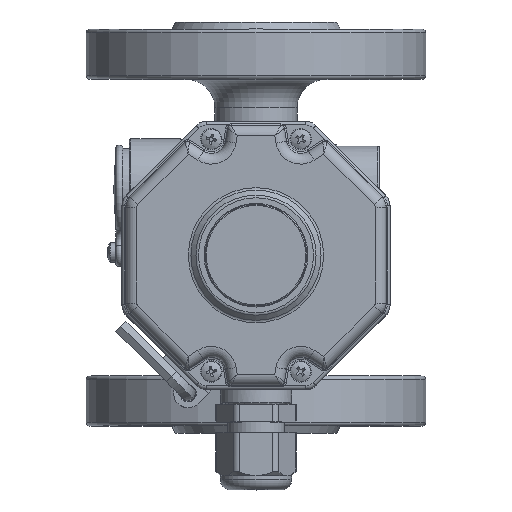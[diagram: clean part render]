
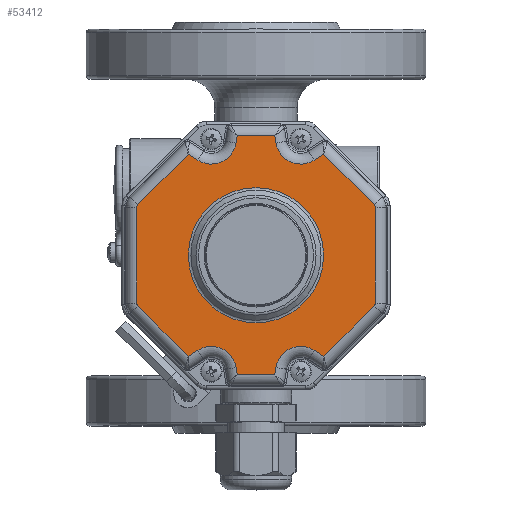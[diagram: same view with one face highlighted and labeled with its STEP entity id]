
A CAD part, top view. The second image highlights one B-rep face of the part: STEP entity #53412.
In plain terms, the highlighted face is planar.
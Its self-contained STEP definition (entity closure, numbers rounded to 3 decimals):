
#3471=CIRCLE('',#57682,1.);
#3476=CIRCLE('',#57690,1.);
#3484=CIRCLE('',#57703,7.);
#3493=CIRCLE('',#57717,1.);
#3497=CIRCLE('',#57724,7.);
#3501=CIRCLE('',#57729,1.);
#3536=CIRCLE('',#57816,7.);
#3537=CIRCLE('',#57817,7.);
#3538=CIRCLE('',#57818,18.914);
#13892=ORIENTED_EDGE('',*,*,#23470,.T.);
#13893=ORIENTED_EDGE('',*,*,#23649,.T.);
#13894=ORIENTED_EDGE('',*,*,#23460,.T.);
#13895=ORIENTED_EDGE('',*,*,#23456,.T.);
#13896=ORIENTED_EDGE('',*,*,#23462,.T.);
#13897=ORIENTED_EDGE('',*,*,#23465,.T.);
#13898=ORIENTED_EDGE('',*,*,#23472,.T.);
#13899=ORIENTED_EDGE('',*,*,#23477,.T.);
#13900=ORIENTED_EDGE('',*,*,#23487,.T.);
#13901=ORIENTED_EDGE('',*,*,#23493,.T.);
#13902=ORIENTED_EDGE('',*,*,#23496,.T.);
#13903=ORIENTED_EDGE('',*,*,#23507,.T.);
#13904=ORIENTED_EDGE('',*,*,#23518,.T.);
#13905=ORIENTED_EDGE('',*,*,#23524,.T.);
#13906=ORIENTED_EDGE('',*,*,#23530,.T.);
#13907=ORIENTED_EDGE('',*,*,#23534,.T.);
#13908=ORIENTED_EDGE('',*,*,#23528,.T.);
#13909=ORIENTED_EDGE('',*,*,#23522,.T.);
#13910=ORIENTED_EDGE('',*,*,#23516,.T.);
#13911=ORIENTED_EDGE('',*,*,#23511,.T.);
#13912=ORIENTED_EDGE('',*,*,#23501,.T.);
#13913=ORIENTED_EDGE('',*,*,#23650,.T.);
#13914=ORIENTED_EDGE('',*,*,#23491,.T.);
#13915=ORIENTED_EDGE('',*,*,#23481,.T.);
#13916=ORIENTED_EDGE('',*,*,#23651,.T.);
#23456=EDGE_CURVE('',#28819,#28821,#32451,.T.);
#23460=EDGE_CURVE('',#28822,#28819,#32454,.T.);
#23462=EDGE_CURVE('',#28821,#28825,#3471,.T.);
#23465=EDGE_CURVE('',#28825,#28827,#32455,.T.);
#23470=EDGE_CURVE('',#28828,#28831,#32458,.T.);
#23472=EDGE_CURVE('',#28827,#28833,#3476,.T.);
#23477=EDGE_CURVE('',#28833,#28836,#32459,.T.);
#23481=EDGE_CURVE('',#28837,#28828,#32462,.T.);
#23487=EDGE_CURVE('',#28836,#28842,#32463,.T.);
#23491=EDGE_CURVE('',#28843,#28837,#32466,.T.);
#23493=EDGE_CURVE('',#28842,#28846,#3484,.T.);
#23496=EDGE_CURVE('',#28846,#28848,#32467,.T.);
#23501=EDGE_CURVE('',#28849,#28852,#32470,.T.);
#23507=EDGE_CURVE('',#28848,#28856,#32471,.T.);
#23511=EDGE_CURVE('',#28857,#28849,#32474,.T.);
#23516=EDGE_CURVE('',#28860,#28857,#3493,.T.);
#23518=EDGE_CURVE('',#28856,#28863,#32475,.T.);
#23522=EDGE_CURVE('',#28864,#28860,#32478,.T.);
#23524=EDGE_CURVE('',#28863,#28867,#3497,.T.);
#23528=EDGE_CURVE('',#28868,#28864,#3501,.T.);
#23530=EDGE_CURVE('',#28867,#28871,#32479,.T.);
#23534=EDGE_CURVE('',#28871,#28868,#32482,.T.);
#23649=EDGE_CURVE('',#28831,#28822,#3536,.T.);
#23650=EDGE_CURVE('',#28852,#28843,#3537,.T.);
#23651=EDGE_CURVE('',#28935,#28935,#3538,.T.);
#28819=VERTEX_POINT('',#91103);
#28821=VERTEX_POINT('',#91122);
#28822=VERTEX_POINT('',#91127);
#28825=VERTEX_POINT('',#91134);
#28827=VERTEX_POINT('',#91140);
#28828=VERTEX_POINT('',#91159);
#28831=VERTEX_POINT('',#91164);
#28833=VERTEX_POINT('',#91169);
#28836=VERTEX_POINT('',#91248);
#28837=VERTEX_POINT('',#91267);
#28842=VERTEX_POINT('',#91386);
#28843=VERTEX_POINT('',#91391);
#28846=VERTEX_POINT('',#91398);
#28848=VERTEX_POINT('',#91418);
#28849=VERTEX_POINT('',#91437);
#28852=VERTEX_POINT('',#91442);
#28856=VERTEX_POINT('',#91573);
#28857=VERTEX_POINT('',#91578);
#28860=VERTEX_POINT('',#91643);
#28863=VERTEX_POINT('',#91650);
#28864=VERTEX_POINT('',#91655);
#28867=VERTEX_POINT('',#91662);
#28868=VERTEX_POINT('',#91667);
#28871=VERTEX_POINT('',#91688);
#28935=VERTEX_POINT('',#91975);
#32451=LINE('',#91123,#35452);
#32454=LINE('',#91130,#35455);
#32455=LINE('',#91141,#35456);
#32458=LINE('',#91165,#35459);
#32459=LINE('',#91249,#35460);
#32462=LINE('',#91270,#35463);
#32463=LINE('',#91387,#35464);
#32466=LINE('',#91394,#35467);
#32467=LINE('',#91419,#35468);
#32470=LINE('',#91443,#35471);
#32471=LINE('',#91574,#35472);
#32474=LINE('',#91581,#35475);
#32475=LINE('',#91651,#35476);
#32478=LINE('',#91658,#35479);
#32479=LINE('',#91689,#35480);
#32482=LINE('',#91709,#35483);
#35452=VECTOR('',#68062,1000.);
#35455=VECTOR('',#68069,1000.);
#35456=VECTOR('',#68082,1000.);
#35459=VECTOR('',#68089,1000.);
#35460=VECTOR('',#68102,1000.);
#35463=VECTOR('',#68107,1000.);
#35464=VECTOR('',#68116,1000.);
#35467=VECTOR('',#68123,1000.);
#35468=VECTOR('',#68134,1000.);
#35471=VECTOR('',#68141,1000.);
#35472=VECTOR('',#68148,1000.);
#35475=VECTOR('',#68155,1000.);
#35476=VECTOR('',#68170,1000.);
#35479=VECTOR('',#68177,1000.);
#35480=VECTOR('',#68196,1000.);
#35483=VECTOR('',#68201,1000.);
#38604=EDGE_LOOP('',(#13892,#13893,#13894,#13895,#13896,#13897,#13898,#13899,
#13900,#13901,#13902,#13903,#13904,#13905,#13906,#13907,#13908,#13909,#13910,
#13911,#13912,#13913,#13914,#13915));
#38605=EDGE_LOOP('',(#13916));
#42017=FACE_BOUND('',#38604,.T.);
#42018=FACE_BOUND('',#38605,.T.);
#44038=PLANE('',#57815);
#53412=ADVANCED_FACE('',(#42017,#42018),#44038,.T.);
#57682=AXIS2_PLACEMENT_3D('',#91135,#68074,#68075);
#57690=AXIS2_PLACEMENT_3D('',#91170,#68094,#68095);
#57703=AXIS2_PLACEMENT_3D('',#91399,#68128,#68129);
#57717=AXIS2_PLACEMENT_3D('',#91646,#68164,#68165);
#57724=AXIS2_PLACEMENT_3D('',#91663,#68182,#68183);
#57729=AXIS2_PLACEMENT_3D('',#91670,#68192,#68193);
#57815=AXIS2_PLACEMENT_3D('',#91971,#68448,#68449);
#57816=AXIS2_PLACEMENT_3D('',#91972,#68450,#68451);
#57817=AXIS2_PLACEMENT_3D('',#91973,#68452,#68453);
#57818=AXIS2_PLACEMENT_3D('',#91974,#68454,#68455);
#68062=DIRECTION('',(-0.707,0.,0.707));
#68069=DIRECTION('',(-0.844,0.,-0.536));
#68074=DIRECTION('',(0.,1.,0.));
#68075=DIRECTION('',(0.,0.,1.));
#68082=DIRECTION('',(0.,0.,1.));
#68089=DIRECTION('',(-0.156,0.,0.988));
#68094=DIRECTION('',(0.,1.,0.));
#68095=DIRECTION('',(0.,0.,1.));
#68102=DIRECTION('',(0.707,0.,0.707));
#68107=DIRECTION('',(-1.,0.,0.));
#68116=DIRECTION('',(0.844,0.,-0.536));
#68123=DIRECTION('',(-0.156,0.,-0.988));
#68128=DIRECTION('',(0.,-1.,0.));
#68129=DIRECTION('',(0.,0.,1.));
#68134=DIRECTION('',(0.156,0.,0.988));
#68141=DIRECTION('',(-0.844,0.,0.536));
#68148=DIRECTION('',(1.,0.,0.));
#68155=DIRECTION('',(-0.707,0.,-0.707));
#68164=DIRECTION('',(0.,1.,0.));
#68165=DIRECTION('',(0.,0.,1.));
#68170=DIRECTION('',(0.156,0.,-0.988));
#68177=DIRECTION('',(0.,0.,-1.));
#68182=DIRECTION('',(0.,-1.,0.));
#68183=DIRECTION('',(0.,0.,1.));
#68192=DIRECTION('',(0.,1.,0.));
#68193=DIRECTION('',(0.,0.,1.));
#68196=DIRECTION('',(0.844,0.,0.536));
#68201=DIRECTION('',(0.707,0.,-0.707));
#68448=DIRECTION('',(0.,1.,0.));
#68449=DIRECTION('',(0.,0.,1.));
#68450=DIRECTION('',(0.,-1.,0.));
#68451=DIRECTION('',(0.,0.,1.));
#68452=DIRECTION('',(0.,-1.,0.));
#68453=DIRECTION('',(0.,0.,1.));
#68454=DIRECTION('',(0.,-1.,0.));
#68455=DIRECTION('',(0.,0.,1.));
#91103=CARTESIAN_POINT('',(-18.939,26.,-28.296));
#91122=CARTESIAN_POINT('',(-33.107,26.,-14.128));
#91123=CARTESIAN_POINT('',(-33.107,26.,-14.128));
#91127=CARTESIAN_POINT('',(-16.251,26.,-26.59));
#91130=CARTESIAN_POINT('',(-20.292,26.,-29.154));
#91134=CARTESIAN_POINT('',(-33.4,26.,-13.421));
#91135=CARTESIAN_POINT('',(-32.4,26.,-13.421));
#91140=CARTESIAN_POINT('',(-33.4,26.,13.421));
#91141=CARTESIAN_POINT('',(-33.4,26.,13.421));
#91159=CARTESIAN_POINT('',(-5.27,26.,-33.4));
#91164=CARTESIAN_POINT('',(-5.586,26.,-31.405));
#91165=CARTESIAN_POINT('',(-10.302,26.,-1.632));
#91169=CARTESIAN_POINT('',(-33.107,26.,14.128));
#91170=CARTESIAN_POINT('',(-32.4,26.,13.421));
#91248=CARTESIAN_POINT('',(-18.939,26.,28.296));
#91249=CARTESIAN_POINT('',(-17.806,26.,29.429));
#91267=CARTESIAN_POINT('',(5.27,26.,-33.4));
#91270=CARTESIAN_POINT('',(-6.978,26.,-33.4));
#91386=CARTESIAN_POINT('',(-16.251,26.,26.59));
#91387=CARTESIAN_POINT('',(7.364,26.,11.603));
#91391=CARTESIAN_POINT('',(5.586,26.,-31.405));
#91394=CARTESIAN_POINT('',(5.003,26.,-35.087));
#91398=CARTESIAN_POINT('',(-5.586,26.,31.405));
#91399=CARTESIAN_POINT('',(-12.5,26.,32.5));
#91418=CARTESIAN_POINT('',(-5.27,26.,33.4));
#91419=CARTESIAN_POINT('',(-5.003,26.,35.087));
#91437=CARTESIAN_POINT('',(18.939,26.,-28.296));
#91442=CARTESIAN_POINT('',(16.251,26.,-26.59));
#91443=CARTESIAN_POINT('',(-7.364,26.,-11.603));
#91573=CARTESIAN_POINT('',(5.27,26.,33.4));
#91574=CARTESIAN_POINT('',(6.978,26.,33.4));
#91578=CARTESIAN_POINT('',(33.107,26.,-14.128));
#91581=CARTESIAN_POINT('',(17.806,26.,-29.429));
#91643=CARTESIAN_POINT('',(33.4,26.,-13.421));
#91646=CARTESIAN_POINT('',(32.4,26.,-13.421));
#91650=CARTESIAN_POINT('',(5.586,26.,31.405));
#91651=CARTESIAN_POINT('',(10.302,26.,1.632));
#91655=CARTESIAN_POINT('',(33.4,26.,13.421));
#91658=CARTESIAN_POINT('',(33.4,26.,-13.421));
#91662=CARTESIAN_POINT('',(16.251,26.,26.59));
#91663=CARTESIAN_POINT('',(12.5,26.,32.5));
#91667=CARTESIAN_POINT('',(33.107,26.,14.128));
#91670=CARTESIAN_POINT('',(32.4,26.,13.421));
#91688=CARTESIAN_POINT('',(18.939,26.,28.296));
#91689=CARTESIAN_POINT('',(20.292,26.,29.154));
#91709=CARTESIAN_POINT('',(33.107,26.,14.128));
#91971=CARTESIAN_POINT('',(0.,26.,0.));
#91972=CARTESIAN_POINT('',(-12.5,26.,-32.5));
#91973=CARTESIAN_POINT('',(12.5,26.,-32.5));
#91974=CARTESIAN_POINT('',(0.,26.,0.));
#91975=CARTESIAN_POINT('',(0.,26.,18.914));
